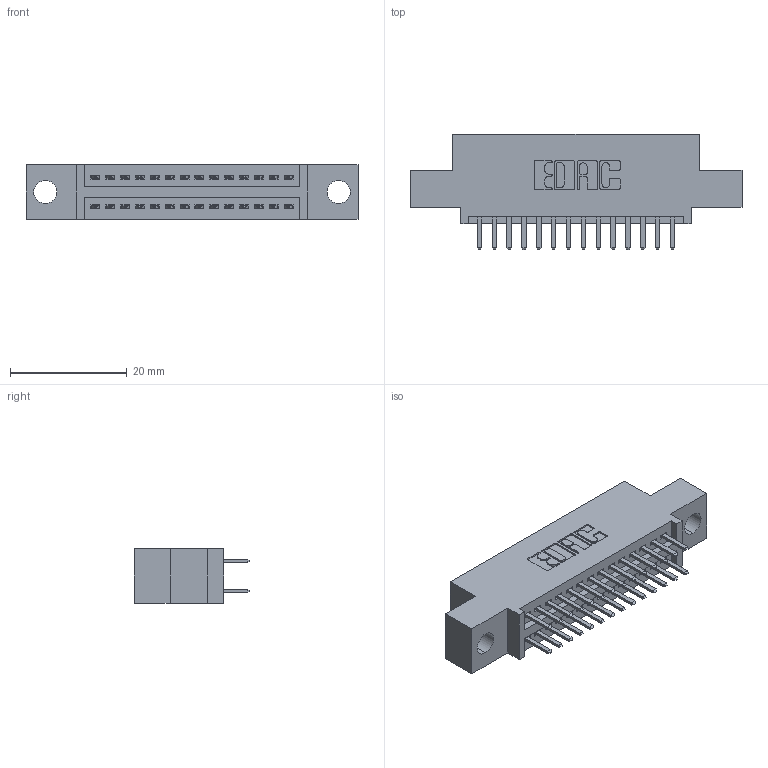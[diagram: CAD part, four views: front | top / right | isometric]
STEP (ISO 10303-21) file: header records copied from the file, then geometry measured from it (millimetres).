
FILE_DESCRIPTION (( 'STEP AP203' ), '1' );
FILE_NAME ('395-028-520-504.STEP', '2021-06-16T19:41:52', ( '' ), ( '' ), 'SwSTEP 2.0', 'SolidWorks 2020', '' );
FILE_SCHEMA (( 'CONFIG_CONTROL_DESIGN' ));
Length unit declared in the file: inch
Products named in the file (3): 345-292-001_345-293-120; 345 Part_0.110 Offset - 0.156 Dia-TI; 395-028-520-504
Assembly tree (29 placements, depth 2):
  395-028-520-504
    345 Part_0.110 Offset - 0.156 Dia-TI
    345-292-001_345-293-120  x28
Bounding box: 56.77 x 19.68 x 9.4 mm (x, y, z)
Volume: 5063.1 mm3; surface area: 6860 mm2
Topology: 29 solids, 29 shells, 1656 faces, 4785 edges, 3114 vertices
Faces by surface type: plane 1078, cylinder 578
Entity records: 15419 total; most frequent: CARTESIAN_POINT 2630, ORIENTED_EDGE 2550, DIRECTION 2339, EDGE_CURVE 1275, LINE 1083, VECTOR 1083, VERTEX_POINT 846, AXIS2_PLACEMENT_3D 628
